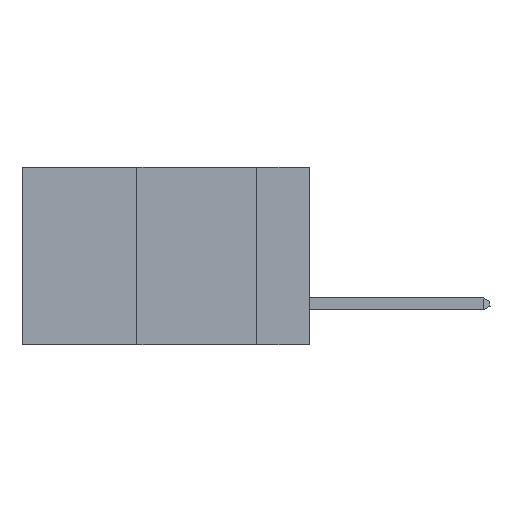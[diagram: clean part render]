
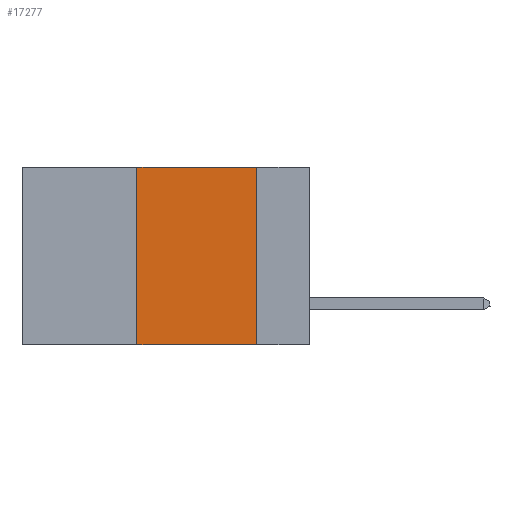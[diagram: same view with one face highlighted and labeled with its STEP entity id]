
A CAD part, left-side view. The second image highlights one B-rep face of the part: STEP entity #17277.
In plain terms, the highlighted planar face has unit normal (-1, 0, 0).
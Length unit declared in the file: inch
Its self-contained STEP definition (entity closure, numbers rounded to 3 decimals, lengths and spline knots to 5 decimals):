
#1008 = VERTEX_POINT ( 'NONE', #30476 ) ;
#1581 = VECTOR ( 'NONE', #5732, 39.37008 ) ;
#2045 = FACE_OUTER_BOUND ( 'NONE', #18633, .T. ) ;
#4442 = DIRECTION ( 'NONE',  ( 1., 0., 0. ) ) ;
#5732 = DIRECTION ( 'NONE',  ( 0., 0., 1. ) ) ;
#6194 = CARTESIAN_POINT ( 'NONE',  ( 0., 0.11, 0. ) ) ;
#6780 = LINE ( 'NONE', #28348, #9103 ) ;
#7017 = AXIS2_PLACEMENT_3D ( 'NONE', #29663, #4442, #19856 ) ;
#8197 = LINE ( 'NONE', #20836, #1581 ) ;
#9071 = CARTESIAN_POINT ( 'NONE',  ( 0., 0.36, -0.37 ) ) ;
#9103 = VECTOR ( 'NONE', #28024, 39.37008 ) ;
#11093 = LINE ( 'NONE', #6194, #31885 ) ;
#11283 = CARTESIAN_POINT ( 'NONE',  ( 0., 0.36, 0. ) ) ;
#13594 = ORIENTED_EDGE ( 'NONE', *, *, #15920, .F. ) ;
#14348 = VERTEX_POINT ( 'NONE', #15060 ) ;
#15060 = CARTESIAN_POINT ( 'NONE',  ( 0., 0.11, 0. ) ) ;
#15920 = EDGE_CURVE ( 'NONE', #25478, #14348, #6780, .T. ) ;
#17277 = ADVANCED_FACE ( 'NONE', ( #2045 ), #32234, .F. ) ;
#18633 = EDGE_LOOP ( 'NONE', ( #29207, #13594, #22922, #25667 ) ) ;
#19856 = DIRECTION ( 'NONE',  ( 0., 0., -1. ) ) ;
#20691 = VECTOR ( 'NONE', #29392, 39.37008 ) ;
#20814 = EDGE_CURVE ( 'NONE', #14348, #1008, #11093, .T. ) ;
#20836 = CARTESIAN_POINT ( 'NONE',  ( 0., 0.36, 0. ) ) ;
#21497 = LINE ( 'NONE', #29496, #20691 ) ;
#22922 = ORIENTED_EDGE ( 'NONE', *, *, #29405, .F. ) ;
#25025 = EDGE_CURVE ( 'NONE', #29029, #1008, #21497, .T. ) ;
#25478 = VERTEX_POINT ( 'NONE', #11283 ) ;
#25667 = ORIENTED_EDGE ( 'NONE', *, *, #25025, .T. ) ;
#26018 = DIRECTION ( 'NONE',  ( 0., 0., -1. ) ) ;
#28024 = DIRECTION ( 'NONE',  ( 0., -1., 0. ) ) ;
#28348 = CARTESIAN_POINT ( 'NONE',  ( 0., 0.6, 0. ) ) ;
#29029 = VERTEX_POINT ( 'NONE', #9071 ) ;
#29207 = ORIENTED_EDGE ( 'NONE', *, *, #20814, .F. ) ;
#29392 = DIRECTION ( 'NONE',  ( 0., -1., 0. ) ) ;
#29405 = EDGE_CURVE ( 'NONE', #29029, #25478, #8197, .T. ) ;
#29496 = CARTESIAN_POINT ( 'NONE',  ( 0., 0.6, -0.37 ) ) ;
#29663 = CARTESIAN_POINT ( 'NONE',  ( 0., 0.6, 0. ) ) ;
#30476 = CARTESIAN_POINT ( 'NONE',  ( 0., 0.11, -0.37 ) ) ;
#31885 = VECTOR ( 'NONE', #26018, 39.37008 ) ;
#32234 = PLANE ( 'NONE',  #7017 ) ;
